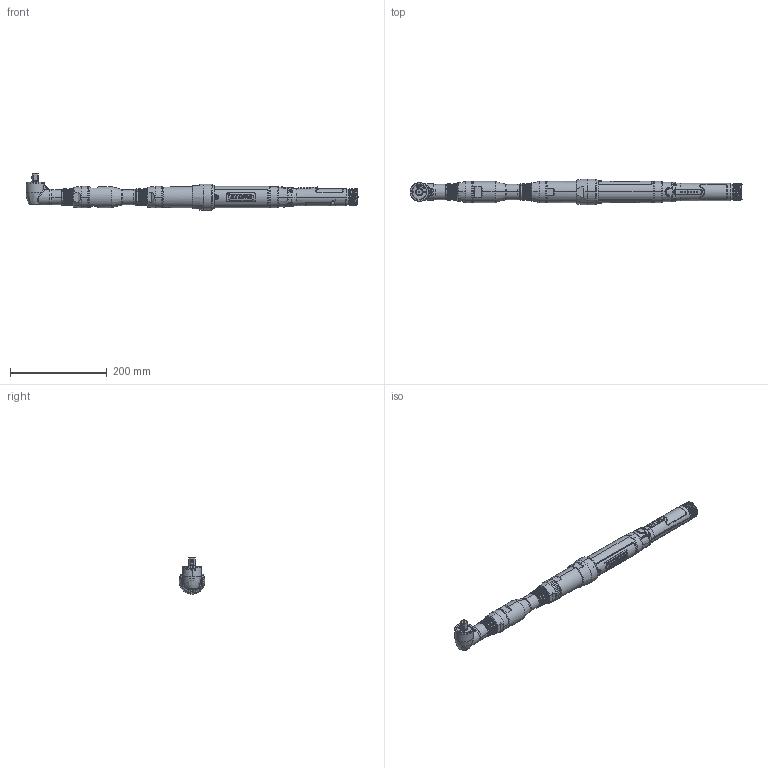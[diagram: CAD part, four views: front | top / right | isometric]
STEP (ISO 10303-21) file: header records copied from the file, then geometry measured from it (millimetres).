
FILE_DESCRIPTION((''),'2;1');
FILE_NAME('EB34LA19-70E6','2019-05-17T13:22:55',('CEG0317'),(''),'CREO PARAMETRIC BY PTC INC, 2017380','CREO PARAMETRIC BY PTC INC, 2017380','');
FILE_SCHEMA(('CONFIG_CONTROL_DESIGN'));
Products named in the file (1): EB34LA19-70E6
Bounding box: 684.99 x 53.48 x 74.97 mm (x, y, z)
Surface area: 190574.8 mm2 (no closed solid volume)
Topology: 0 solids, 239 shells, 1750 faces, 7694 edges, 5970 vertices
Faces by surface type: cylinder 663, plane 572, bspline 244, cone 166, torus 67, extrusion 32, sphere 6
Entity records: 112608 total; most frequent: CARTESIAN_POINT 58401, ORIENTED_EDGE 10554, DIRECTION 9155, EDGE_CURVE 7692, VERTEX_POINT 5970, B_SPLINE_CURVE_WITH_KNOTS 3357, AXIS2_PLACEMENT_3D 3282, VECTOR 2591
